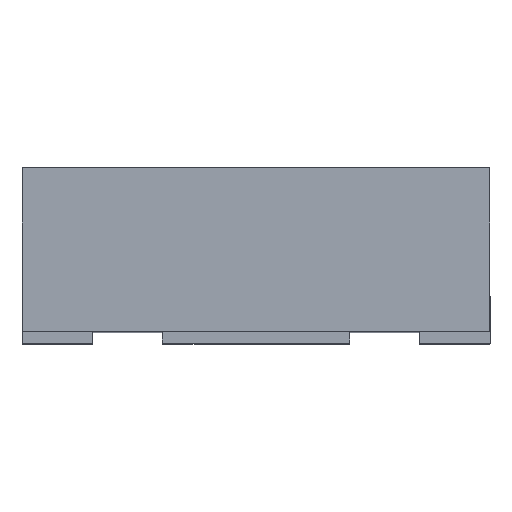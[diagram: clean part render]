
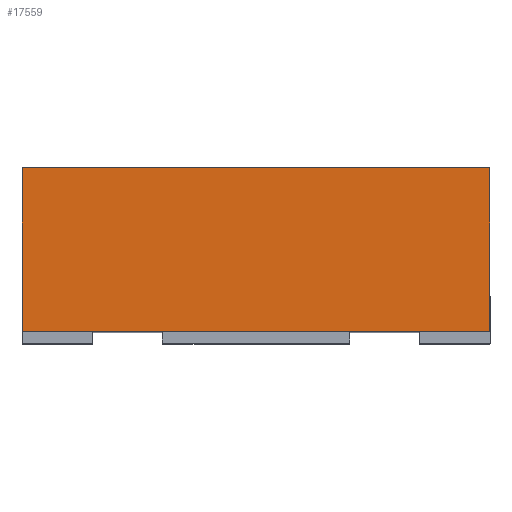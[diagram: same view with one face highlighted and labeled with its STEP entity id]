
A CAD part, top view. The second image highlights one B-rep face of the part: STEP entity #17559.
In plain terms, the highlighted planar face has unit normal (0, 0, 1).
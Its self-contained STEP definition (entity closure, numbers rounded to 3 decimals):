
#1614 = DIRECTION ( 'NONE',  ( 0., -1., 0. ) ) ;
#1861 = CARTESIAN_POINT ( 'NONE',  ( -1., 0.7, 1.5 ) ) ;
#1936 = DIRECTION ( 'NONE',  ( 1., 0., 0. ) ) ;
#2321 = CARTESIAN_POINT ( 'NONE',  ( -1., 0., 1.5 ) ) ;
#2572 = VECTOR ( 'NONE', #17285, 1000. ) ;
#2901 = ORIENTED_EDGE ( 'NONE', *, *, #13825, .T. ) ;
#3410 = LINE ( 'NONE', #10941, #2572 ) ;
#4321 = DIRECTION ( 'NONE',  ( 1., 0., 0. ) ) ;
#4425 = VERTEX_POINT ( 'NONE', #11422 ) ;
#5054 = VECTOR ( 'NONE', #1614, 1000. ) ;
#5583 = VERTEX_POINT ( 'NONE', #24846 ) ;
#5833 = EDGE_CURVE ( 'NONE', #7311, #5583, #18203, .T. ) ;
#6354 = CARTESIAN_POINT ( 'NONE',  ( -1., 0.7, 1.5 ) ) ;
#7311 = VERTEX_POINT ( 'NONE', #19031 ) ;
#7373 = VERTEX_POINT ( 'NONE', #8042 ) ;
#8042 = CARTESIAN_POINT ( 'NONE',  ( 1., 0., 1.5 ) ) ;
#8109 = ORIENTED_EDGE ( 'NONE', *, *, #5833, .F. ) ;
#8800 = CARTESIAN_POINT ( 'NONE',  ( -1., 0.7, 1.5 ) ) ;
#10590 = DIRECTION ( 'NONE',  ( 0., 0., -1. ) ) ;
#10941 = CARTESIAN_POINT ( 'NONE',  ( 1., 0.7, 1.5 ) ) ;
#11087 = EDGE_CURVE ( 'NONE', #5583, #7373, #3410, .T. ) ;
#11422 = CARTESIAN_POINT ( 'NONE',  ( -1., 0., 1.5 ) ) ;
#13388 = VECTOR ( 'NONE', #4321, 1000. ) ;
#13825 = EDGE_CURVE ( 'NONE', #4425, #7373, #15689, .T. ) ;
#13895 = VECTOR ( 'NONE', #1936, 1000. ) ;
#14144 = PLANE ( 'NONE',  #18594 ) ;
#15689 = LINE ( 'NONE', #2321, #13895 ) ;
#17285 = DIRECTION ( 'NONE',  ( 0., -1., 0. ) ) ;
#17405 = LINE ( 'NONE', #1861, #5054 ) ;
#17559 = ADVANCED_FACE ( 'NONE', ( #23946 ), #14144, .F. ) ;
#18203 = LINE ( 'NONE', #6354, #13388 ) ;
#18340 = DIRECTION ( 'NONE',  ( -1., 0., 0. ) ) ;
#18594 = AXIS2_PLACEMENT_3D ( 'NONE', #8800, #10590, #18340 ) ;
#19031 = CARTESIAN_POINT ( 'NONE',  ( -1., 0.7, 1.5 ) ) ;
#20393 = ORIENTED_EDGE ( 'NONE', *, *, #11087, .F. ) ;
#20431 = EDGE_CURVE ( 'NONE', #7311, #4425, #17405, .T. ) ;
#22870 = ORIENTED_EDGE ( 'NONE', *, *, #20431, .T. ) ;
#23946 = FACE_OUTER_BOUND ( 'NONE', #25106, .T. ) ;
#24846 = CARTESIAN_POINT ( 'NONE',  ( 1., 0.7, 1.5 ) ) ;
#25106 = EDGE_LOOP ( 'NONE', ( #2901, #20393, #8109, #22870 ) ) ;
